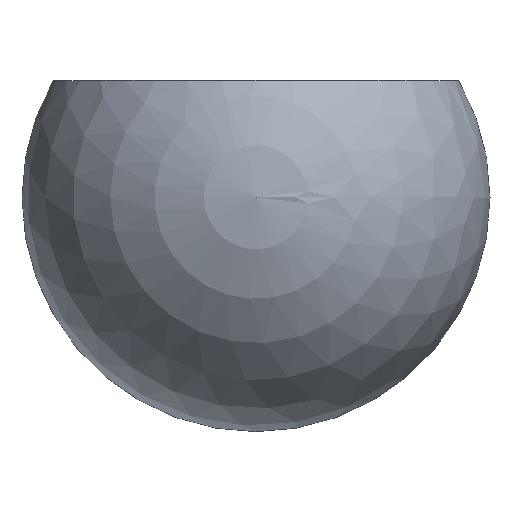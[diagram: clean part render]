
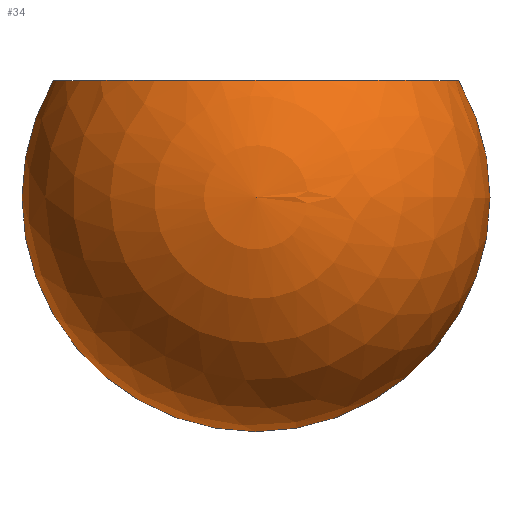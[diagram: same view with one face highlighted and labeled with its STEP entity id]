
A CAD part, top view. The second image highlights one B-rep face of the part: STEP entity #34.
In plain terms, the highlighted spherical face has radius 50 mm.
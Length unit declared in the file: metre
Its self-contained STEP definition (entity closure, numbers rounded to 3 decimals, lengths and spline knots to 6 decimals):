
#3 = CIRCLE ( 'NONE', #150, 0.043301 ) ;
#6 = DIRECTION ( 'NONE',  ( 0., 0., -1. ) ) ;
#8 = AXIS2_PLACEMENT_3D ( 'NONE', #32, #35, #144 ) ;
#15 = EDGE_CURVE ( 'NONE', #16, #138, #132, .T. ) ;
#16 = VERTEX_POINT ( 'NONE', #215 ) ;
#24 = DIRECTION ( 'NONE',  ( -1., 0., 0. ) ) ;
#32 = CARTESIAN_POINT ( 'NONE',  ( 0., 0., 0. ) ) ;
#34 = ADVANCED_FACE ( 'NONE', ( #203 ), #206, .T. ) ;
#35 = DIRECTION ( 'NONE',  ( 0., 0., 1. ) ) ;
#39 = EDGE_CURVE ( 'NONE', #138, #214, #3, .T. ) ;
#42 = DIRECTION ( 'NONE',  ( 0., -1., 0. ) ) ;
#49 = ORIENTED_EDGE ( 'NONE', *, *, #15, .T. ) ;
#52 = DIRECTION ( 'NONE',  ( 1., 0., 0. ) ) ;
#74 = CARTESIAN_POINT ( 'NONE',  ( 0., 0., 0. ) ) ;
#90 = CARTESIAN_POINT ( 'NONE',  ( 0., 0., 0. ) ) ;
#110 = CARTESIAN_POINT ( 'NONE',  ( 0., 0.025, 0. ) ) ;
#115 = AXIS2_PLACEMENT_3D ( 'NONE', #90, #207, #24 ) ;
#129 = EDGE_CURVE ( 'NONE', #16, #214, #140, .T. ) ;
#132 = CIRCLE ( 'NONE', #8, 0.05 ) ;
#138 = VERTEX_POINT ( 'NONE', #169 ) ;
#140 = CIRCLE ( 'NONE', #115, 0.05 ) ;
#141 = ORIENTED_EDGE ( 'NONE', *, *, #129, .F. ) ;
#144 = DIRECTION ( 'NONE',  ( 1., 0., 0. ) ) ;
#150 = AXIS2_PLACEMENT_3D ( 'NONE', #110, #42, #6 ) ;
#169 = CARTESIAN_POINT ( 'NONE',  ( 0.043301, 0.025, 0. ) ) ;
#199 = EDGE_LOOP ( 'NONE', ( #141, #49, #228 ) ) ;
#203 = FACE_OUTER_BOUND ( 'NONE', #199, .T. ) ;
#204 = DIRECTION ( 'NONE',  ( 0., 0., -1. ) ) ;
#206 = SPHERICAL_SURFACE ( 'NONE', #221, 0.05 ) ;
#207 = DIRECTION ( 'NONE',  ( 0., 0., -1. ) ) ;
#214 = VERTEX_POINT ( 'NONE', #223 ) ;
#215 = CARTESIAN_POINT ( 'NONE',  ( 0., -0.05, 0. ) ) ;
#221 = AXIS2_PLACEMENT_3D ( 'NONE', #74, #204, #52 ) ;
#223 = CARTESIAN_POINT ( 'NONE',  ( -0.043301, 0.025, 0. ) ) ;
#228 = ORIENTED_EDGE ( 'NONE', *, *, #39, .T. ) ;
